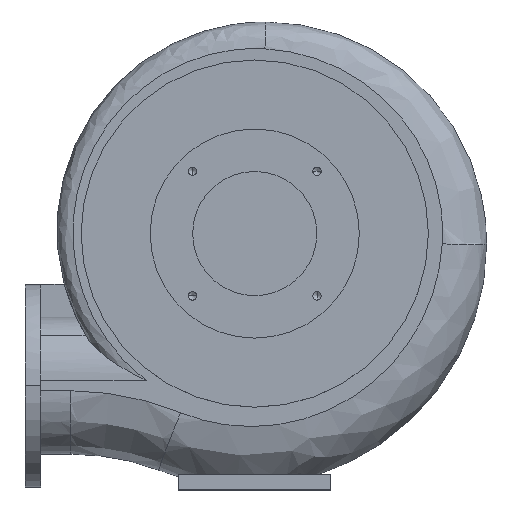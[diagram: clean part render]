
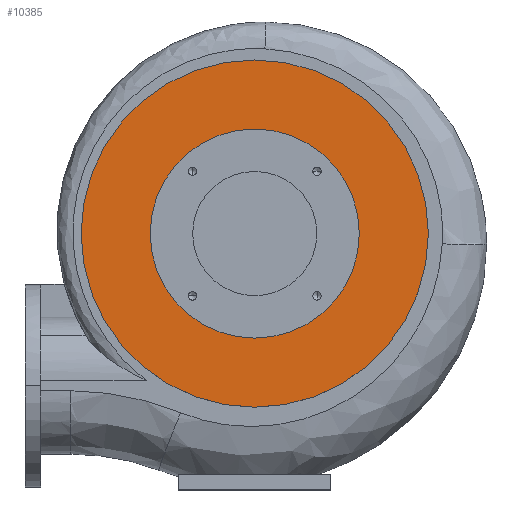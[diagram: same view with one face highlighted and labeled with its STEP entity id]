
A CAD part, top view. The second image highlights one B-rep face of the part: STEP entity #10385.
In plain terms, the highlighted planar face has unit normal (0, 0, 1).
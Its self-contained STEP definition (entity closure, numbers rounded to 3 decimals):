
#285=CARTESIAN_POINT('',(-129.0,8.,11.0));
#286=VERTEX_POINT('',#285);
#302=CARTESIAN_POINT('',(145.,8.,11.0));
#303=VERTEX_POINT('',#302);
#310=CARTESIAN_POINT('',(8.0,8.0,11.0));
#311=DIRECTION('',(0.0,0.0,-1.0));
#312=DIRECTION('',(-1.0,0.0,0.0));
#313=AXIS2_PLACEMENT_3D('',#310,#311,#312);
#314=CIRCLE('',#313,137.0);
#315=EDGE_CURVE('',#303,#286,#314,.T.);
#325=CARTESIAN_POINT('',(-74.5,8.,11.0));
#326=VERTEX_POINT('',#325);
#335=CARTESIAN_POINT('',(90.5,8.,11.0));
#336=VERTEX_POINT('',#335);
#337=CARTESIAN_POINT('',(8.0,8.0,11.0));
#338=DIRECTION('',(0.0,0.0,-1.0));
#339=DIRECTION('',(-1.0,0.0,0.0));
#340=AXIS2_PLACEMENT_3D('',#337,#338,#339);
#341=CIRCLE('',#340,82.5);
#342=EDGE_CURVE('',#336,#326,#341,.T.);
#10308=CARTESIAN_POINT('',(8.0,8.0,11.0));
#10309=DIRECTION('',(0.0,0.0,-1.0));
#10310=DIRECTION('',(-1.0,0.0,0.0));
#10311=AXIS2_PLACEMENT_3D('',#10308,#10309,#10310);
#10312=CIRCLE('',#10311,82.5);
#10313=EDGE_CURVE('',#326,#336,#10312,.T.);
#10354=CARTESIAN_POINT('',(8.0,8.0,11.0));
#10355=DIRECTION('',(0.0,0.0,-1.0));
#10356=DIRECTION('',(-1.0,0.0,0.0));
#10357=AXIS2_PLACEMENT_3D('',#10354,#10355,#10356);
#10358=CIRCLE('',#10357,137.0);
#10359=EDGE_CURVE('',#286,#303,#10358,.T.);
#10372=CARTESIAN_POINT('',(8.0,8.0,11.0));
#10373=DIRECTION('',(0.0,0.0,-1.0));
#10374=DIRECTION('',(-1.0,0.0,0.0));
#10375=AXIS2_PLACEMENT_3D('',#10372,#10373,#10374);
#10376=PLANE('',#10375);
#10377=ORIENTED_EDGE('',*,*,#315,.F.);
#10378=ORIENTED_EDGE('',*,*,#10359,.F.);
#10379=EDGE_LOOP('',(#10377,#10378));
#10380=FACE_OUTER_BOUND('',#10379,.T.);
#10381=ORIENTED_EDGE('',*,*,#342,.T.);
#10382=ORIENTED_EDGE('',*,*,#10313,.T.);
#10383=EDGE_LOOP('',(#10381,#10382));
#10384=FACE_BOUND('',#10383,.T.);
#10385=ADVANCED_FACE('',(#10380,#10384),#10376,.F.);
